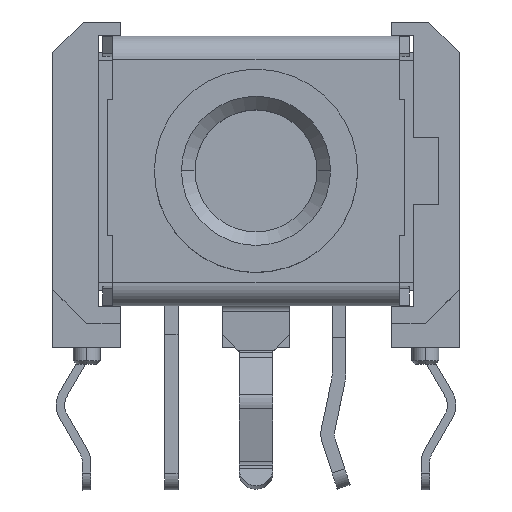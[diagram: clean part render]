
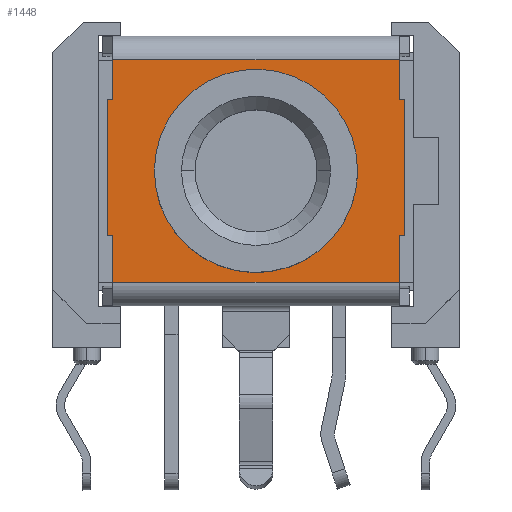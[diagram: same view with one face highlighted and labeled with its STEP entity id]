
A CAD part, top view. The second image highlights one B-rep face of the part: STEP entity #1448.
In plain terms, the highlighted planar face has unit normal (0, 0, 1).
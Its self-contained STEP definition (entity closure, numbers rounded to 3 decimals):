
#23 = VECTOR ( 'NONE', #2725, 1000. ) ;
#52 = LINE ( 'NONE', #11413, #2021 ) ;
#159 = LINE ( 'NONE', #8490, #15208 ) ;
#188 = CARTESIAN_POINT ( 'NONE',  ( -4.225, -3.28, -3.5 ) ) ;
#205 = CARTESIAN_POINT ( 'NONE',  ( 4.225, -3.28, -3.5 ) ) ;
#431 = CARTESIAN_POINT ( 'NONE',  ( 0., 0., -3.5 ) ) ;
#558 = CARTESIAN_POINT ( 'NONE',  ( -4.225, -1.9, -3.5 ) ) ;
#1001 = VERTEX_POINT ( 'NONE', #5293 ) ;
#1045 = CARTESIAN_POINT ( 'NONE',  ( -4.225, 3.28, -3.5 ) ) ;
#1071 = CIRCLE ( 'NONE', #9963, 3. ) ;
#1448 = ADVANCED_FACE ( 'NONE', ( #15609, #4413 ), #8025, .T. ) ;
#1471 = CARTESIAN_POINT ( 'NONE',  ( -4.375, -1.9, -3.5 ) ) ;
#1715 = DIRECTION ( 'NONE',  ( 1., 0., 0. ) ) ;
#1903 = EDGE_CURVE ( 'NONE', #6732, #7139, #14055, .T. ) ;
#2016 = CARTESIAN_POINT ( 'NONE',  ( -1.106, -2.789, -3.5 ) ) ;
#2021 = VECTOR ( 'NONE', #9943, 1000. ) ;
#2192 = CARTESIAN_POINT ( 'NONE',  ( -4.225, 2.1, -3.5 ) ) ;
#2240 = ORIENTED_EDGE ( 'NONE', *, *, #4470, .T. ) ;
#2270 = VERTEX_POINT ( 'NONE', #2016 ) ;
#2336 = CARTESIAN_POINT ( 'NONE',  ( 4.375, 2.1, -3.5 ) ) ;
#2470 = CIRCLE ( 'NONE', #15778, 3. ) ;
#2725 = DIRECTION ( 'NONE',  ( -1., 0., 0. ) ) ;
#2745 = LINE ( 'NONE', #205, #12891 ) ;
#2807 = CARTESIAN_POINT ( 'NONE',  ( 4.225, -1.9, -3.5 ) ) ;
#2928 = VERTEX_POINT ( 'NONE', #11139 ) ;
#2959 = CARTESIAN_POINT ( 'NONE',  ( -0.137, -18.932, -3.5 ) ) ;
#3035 = LINE ( 'NONE', #15542, #13701 ) ;
#3110 = VERTEX_POINT ( 'NONE', #188 ) ;
#3175 = DIRECTION ( 'NONE',  ( 0., 1., 0. ) ) ;
#3283 = ORIENTED_EDGE ( 'NONE', *, *, #7988, .T. ) ;
#4001 = DIRECTION ( 'NONE',  ( 0., -1., 0. ) ) ;
#4068 = DIRECTION ( 'NONE',  ( 0., -1., 0. ) ) ;
#4174 = VERTEX_POINT ( 'NONE', #2807 ) ;
#4278 = EDGE_CURVE ( 'NONE', #8768, #4174, #6563, .T. ) ;
#4302 = EDGE_CURVE ( 'NONE', #8127, #8068, #6805, .T. ) ;
#4413 = FACE_BOUND ( 'NONE', #11272, .T. ) ;
#4470 = EDGE_CURVE ( 'NONE', #2270, #11960, #1071, .T. ) ;
#5137 = ORIENTED_EDGE ( 'NONE', *, *, #4278, .T. ) ;
#5293 = CARTESIAN_POINT ( 'NONE',  ( 4.225, 2.1, -3.5 ) ) ;
#5338 = CARTESIAN_POINT ( 'NONE',  ( -4.375, -1.9, -3.5 ) ) ;
#5405 = CARTESIAN_POINT ( 'NONE',  ( -4.225, -1.9, -3.5 ) ) ;
#5577 = EDGE_CURVE ( 'NONE', #9567, #8127, #159, .T. ) ;
#5653 = EDGE_CURVE ( 'NONE', #12168, #15785, #15190, .T. ) ;
#5670 = ORIENTED_EDGE ( 'NONE', *, *, #6743, .F. ) ;
#5816 = ORIENTED_EDGE ( 'NONE', *, *, #10149, .T. ) ;
#6123 = DIRECTION ( 'NONE',  ( 1., 0., 0. ) ) ;
#6563 = LINE ( 'NONE', #9188, #10731 ) ;
#6719 = DIRECTION ( 'NONE',  ( 0.369, 0.93, 0. ) ) ;
#6731 = DIRECTION ( 'NONE',  ( 0., 1., 0. ) ) ;
#6732 = VERTEX_POINT ( 'NONE', #13553 ) ;
#6743 = EDGE_CURVE ( 'NONE', #9567, #2928, #7351, .T. ) ;
#6784 = LINE ( 'NONE', #5405, #15741 ) ;
#6805 = LINE ( 'NONE', #11713, #23 ) ;
#6867 = CARTESIAN_POINT ( 'NONE',  ( -4.375, 2.1, -3.5 ) ) ;
#7139 = VERTEX_POINT ( 'NONE', #2336 ) ;
#7351 = LINE ( 'NONE', #8659, #12366 ) ;
#7806 = DIRECTION ( 'NONE',  ( -1., 0., 0. ) ) ;
#7988 = EDGE_CURVE ( 'NONE', #15785, #3110, #6784, .T. ) ;
#8025 = PLANE ( 'NONE',  #12010 ) ;
#8068 = VERTEX_POINT ( 'NONE', #6867 ) ;
#8127 = VERTEX_POINT ( 'NONE', #2192 ) ;
#8223 = EDGE_CURVE ( 'NONE', #1001, #2928, #15599, .T. ) ;
#8490 = CARTESIAN_POINT ( 'NONE',  ( -4.225, 3.28, -3.5 ) ) ;
#8659 = CARTESIAN_POINT ( 'NONE',  ( -4.225, 3.28, -3.5 ) ) ;
#8671 = DIRECTION ( 'NONE',  ( 0., 0., -1. ) ) ;
#8768 = VERTEX_POINT ( 'NONE', #15662 ) ;
#9066 = EDGE_LOOP ( 'NONE', ( #10054, #5137, #15921, #15082, #5816, #11488, #5670, #12139, #12955, #11882, #15695, #3283 ) ) ;
#9188 = CARTESIAN_POINT ( 'NONE',  ( 4.225, -3.28, -3.5 ) ) ;
#9330 = DIRECTION ( 'NONE',  ( 1., 0., 0. ) ) ;
#9379 = EDGE_CURVE ( 'NONE', #11960, #2270, #2470, .T. ) ;
#9405 = DIRECTION ( 'NONE',  ( 0., 0., -1. ) ) ;
#9409 = EDGE_CURVE ( 'NONE', #4174, #6732, #3035, .T. ) ;
#9410 = DIRECTION ( 'NONE',  ( 0., 0., 1. ) ) ;
#9454 = ORIENTED_EDGE ( 'NONE', *, *, #9379, .T. ) ;
#9567 = VERTEX_POINT ( 'NONE', #1045 ) ;
#9705 = CARTESIAN_POINT ( 'NONE',  ( 4.225, 2.1, -3.5 ) ) ;
#9880 = DIRECTION ( 'NONE',  ( 0., -1., 0. ) ) ;
#9922 = VECTOR ( 'NONE', #3175, 1000. ) ;
#9943 = DIRECTION ( 'NONE',  ( -1., 0., 0. ) ) ;
#9963 = AXIS2_PLACEMENT_3D ( 'NONE', #13656, #8671, #12345 ) ;
#10054 = ORIENTED_EDGE ( 'NONE', *, *, #14499, .F. ) ;
#10149 = EDGE_CURVE ( 'NONE', #7139, #1001, #52, .T. ) ;
#10300 = CARTESIAN_POINT ( 'NONE',  ( -4.375, 2.1, -3.5 ) ) ;
#10731 = VECTOR ( 'NONE', #6731, 1000. ) ;
#11139 = CARTESIAN_POINT ( 'NONE',  ( 4.225, 3.28, -3.5 ) ) ;
#11272 = EDGE_LOOP ( 'NONE', ( #9454, #2240 ) ) ;
#11413 = CARTESIAN_POINT ( 'NONE',  ( 4.375, 2.1, -3.5 ) ) ;
#11488 = ORIENTED_EDGE ( 'NONE', *, *, #8223, .T. ) ;
#11680 = LINE ( 'NONE', #10300, #13429 ) ;
#11713 = CARTESIAN_POINT ( 'NONE',  ( -4.225, 2.1, -3.5 ) ) ;
#11882 = ORIENTED_EDGE ( 'NONE', *, *, #15831, .T. ) ;
#11960 = VERTEX_POINT ( 'NONE', #15862 ) ;
#12010 = AXIS2_PLACEMENT_3D ( 'NONE', #2959, #9410, #12858 ) ;
#12139 = ORIENTED_EDGE ( 'NONE', *, *, #5577, .T. ) ;
#12168 = VERTEX_POINT ( 'NONE', #5338 ) ;
#12345 = DIRECTION ( 'NONE',  ( 0.369, 0.93, 0. ) ) ;
#12366 = VECTOR ( 'NONE', #6123, 1000. ) ;
#12858 = DIRECTION ( 'NONE',  ( 1., 0., 0. ) ) ;
#12891 = VECTOR ( 'NONE', #7806, 1000. ) ;
#12955 = ORIENTED_EDGE ( 'NONE', *, *, #4302, .T. ) ;
#13373 = VECTOR ( 'NONE', #1715, 1000. ) ;
#13429 = VECTOR ( 'NONE', #4068, 1000. ) ;
#13553 = CARTESIAN_POINT ( 'NONE',  ( 4.375, -1.9, -3.5 ) ) ;
#13656 = CARTESIAN_POINT ( 'NONE',  ( 0., 0., -3.5 ) ) ;
#13701 = VECTOR ( 'NONE', #9330, 1000. ) ;
#14055 = LINE ( 'NONE', #14377, #9922 ) ;
#14377 = CARTESIAN_POINT ( 'NONE',  ( 4.375, -1.9, -3.5 ) ) ;
#14499 = EDGE_CURVE ( 'NONE', #8768, #3110, #2745, .T. ) ;
#14600 = DIRECTION ( 'NONE',  ( 0., 1., 0. ) ) ;
#15082 = ORIENTED_EDGE ( 'NONE', *, *, #1903, .T. ) ;
#15190 = LINE ( 'NONE', #1471, #13373 ) ;
#15208 = VECTOR ( 'NONE', #9880, 1000. ) ;
#15542 = CARTESIAN_POINT ( 'NONE',  ( 4.225, -1.9, -3.5 ) ) ;
#15599 = LINE ( 'NONE', #9705, #15986 ) ;
#15609 = FACE_OUTER_BOUND ( 'NONE', #9066, .T. ) ;
#15662 = CARTESIAN_POINT ( 'NONE',  ( 4.225, -3.28, -3.5 ) ) ;
#15695 = ORIENTED_EDGE ( 'NONE', *, *, #5653, .T. ) ;
#15741 = VECTOR ( 'NONE', #4001, 1000. ) ;
#15778 = AXIS2_PLACEMENT_3D ( 'NONE', #431, #9405, #6719 ) ;
#15785 = VERTEX_POINT ( 'NONE', #558 ) ;
#15831 = EDGE_CURVE ( 'NONE', #8068, #12168, #11680, .T. ) ;
#15862 = CARTESIAN_POINT ( 'NONE',  ( 1.106, 2.789, -3.5 ) ) ;
#15921 = ORIENTED_EDGE ( 'NONE', *, *, #9409, .T. ) ;
#15986 = VECTOR ( 'NONE', #14600, 1000. ) ;
